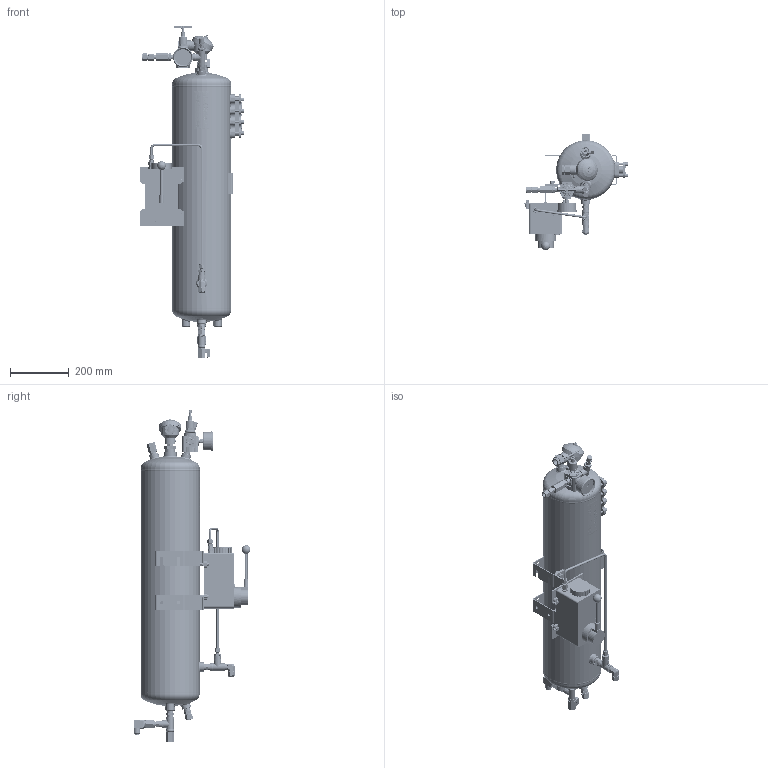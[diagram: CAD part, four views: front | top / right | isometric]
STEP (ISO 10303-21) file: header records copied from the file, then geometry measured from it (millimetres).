
FILE_DESCRIPTION(/* description */ ('Unknown'),/* implementation_level */ '2;1');
FILE_NAME(/* name */ 'P225CCSASAAAB-',/* time_stamp */ '2023-04-17T10:09:37+01:00',/* author */ ('Unknown'),/* organization */ ('Unknown'),/* preprocessor_version */ 'ST-DEVELOPER v18.102',/* originating_system */ 'Solid Edge',/* authorisation */ 'Unknown');
FILE_SCHEMA (('AUTOMOTIVE_DESIGN {1 0 10303 214 3 1 1}'));
Length unit declared in the file: millimetre
Products named in the file (76): 3213343; 2035122; 2035098; 2032857; 2051466; 2015923; 2011208; 2032893; 2011133; 2032873; 2035122_812_2,990_Fillet 6_oa_0; 2035122_812_2,990_Fillet 6_oa_1; 2035122_812_2,990_Fillet 6_oa_2; 2015404; 2032147; 2051700; 3028411; 2035122_812_2,990_Fillet 6_oa_3; 2051131; 2035122_812_2,990_Fillet 6_oa_4; 2035122_812_2,990_Fillet 6_oa_5; 2038629; 2038627; 2033305; 2054694; 2038628; 2051513; 2051512; 2050292; 2030518; 2026306; 2026331; 2026972; 3141874; PART 1; PART 2; PART 3; PART 4; 3035495; 2021640 ...
Assembly tree (137 placements, depth 5):
  3213343
    2035122
      2035098
      2032857
      2051466
      2015923  x5
      2011208
      2032893
      2011133
      2032873
      2035122_812_2,990_Fillet 6_oa_0
      2035122_812_2,990_Fillet 6_oa_1
      2035122_812_2,990_Fillet 6_oa_2
      2015404
      2032147  x2
      2051700  x4
      3028411  x3
      2035122_812_2,990_Fillet 6_oa_3
      2051131
      2035122_812_2,990_Fillet 6_oa_4
      2035122_812_2,990_Fillet 6_oa_5
      2038629
        2038627
        2033305  x2
        2054694
        2038628
        2051513  x8
        2051512  x8
      2050292
    2030518
    2026306  x2
    2026331  x3
    2026972
    3141874
      PART 1
      PART 2
      PART 3
      PART 4
    3035495
    2021640
    2026345
    2026418
    2026443
    3213329
      3151488
        2017281
          2018529_oa_6
          2018562_oa_7
          2018531_oa_8
          2017281_418_480_Fillet 1_oa_9
        2017283
          2018529_oa_10
          2018562_oa_11
          2018531_oa_12
          2017283_418_480_Fillet 1_oa_13
      2017357
      2028922  x4
      2028920  x8
      2027020  x4
      2028924  x4
Bounding box: 356 x 397.2 x 1128.08 mm (x, y, z)
Volume: 5422616 mm3; surface area: 2271716.8 mm2
Topology: 160 solids, 160 shells, 5033 faces, 12518 edges, 8115 vertices
Faces by surface type: plane 2497, cylinder 1209, cone 754, bspline 258, torus 251, sphere 64
Full cylindrical faces by diameter (mm): 0.762 x1, 1.016 x1, 1.5 x1, 2 x4, 2.46 x4, 2.794 x1, 3 x4, 3.16 x1, 3.2 x4, 3.24 x2, 3.3 x2, 3.429 x1, 3.5 x6, 4 x6, 4.089 x1, 4.5 x2, 4.917 x4, 5 x4, 5.08 x1, 5.283 x1, 5.4 x1, 5.7 x2, 5.97 x1, 6 x8, 6.27 x2, 6.35 x6, 6.4 x11, 6.401 x1, 6.45 x8, 6.47 x8
Entity records: 154416 total; most frequent: CARTESIAN_POINT 51593, ORIENTED_EDGE 19090, DIRECTION 17550, EDGE_CURVE 9545, VERTEX_POINT 6634, AXIS2_PLACEMENT_3D 6614, FACE_BOUND 5055, EDGE_LOOP 5052
